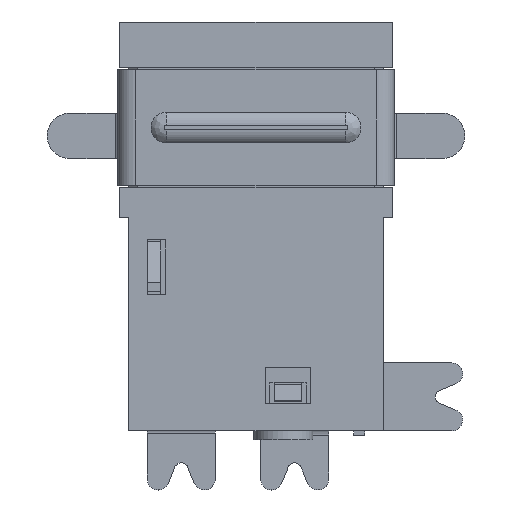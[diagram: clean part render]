
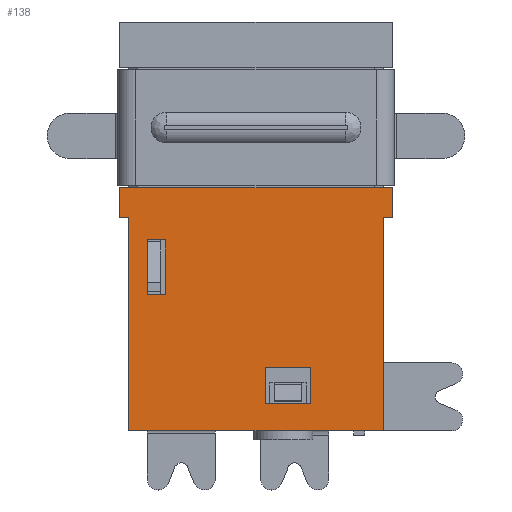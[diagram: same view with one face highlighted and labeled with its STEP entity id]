
A CAD part, top view. The second image highlights one B-rep face of the part: STEP entity #138.
In plain terms, the highlighted free-form (B-spline) face has degree [1, 1] with [2, 2] control points.
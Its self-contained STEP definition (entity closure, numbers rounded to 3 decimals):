
#69 = VECTOR ( 'NONE', #14118, 1000. ) ;
#110 = VECTOR ( 'NONE', #15714, 1000. ) ;
#138 = ADVANCED_FACE ( 'NONE', ( #2515, #15064, #11549 ), #6402, .T. ) ;
#306 = CARTESIAN_POINT ( 'NONE',  ( 0.6, -3.1, 4.7 ) ) ;
#499 = LINE ( 'NONE', #12846, #4090 ) ;
#762 = VECTOR ( 'NONE', #18965, 1000. ) ;
#899 = VERTEX_POINT ( 'NONE', #7383 ) ;
#920 = ORIENTED_EDGE ( 'NONE', *, *, #8161, .F. ) ;
#954 = CARTESIAN_POINT ( 'NONE',  ( 0.6, -3.1, 4.7 ) ) ;
#1121 = DIRECTION ( 'NONE',  ( -1., 0., 0. ) ) ;
#1220 = CARTESIAN_POINT ( 'NONE',  ( -3.6, 0.2, 4.7 ) ) ;
#1493 = ORIENTED_EDGE ( 'NONE', *, *, #1932, .T. ) ;
#1824 = VERTEX_POINT ( 'NONE', #13566 ) ;
#1831 = ORIENTED_EDGE ( 'NONE', *, *, #5242, .T. ) ;
#1932 = EDGE_CURVE ( 'NONE', #3464, #4648, #15870, .T. ) ;
#2304 = ORIENTED_EDGE ( 'NONE', *, *, #17967, .T. ) ;
#2306 = CARTESIAN_POINT ( 'NONE',  ( -3.72, -4.607, 4.7 ) ) ;
#2344 = CARTESIAN_POINT ( 'NONE',  ( -0.4, -3.1, 4.7 ) ) ;
#2416 = ORIENTED_EDGE ( 'NONE', *, *, #6706, .F. ) ;
#2515 = FACE_OUTER_BOUND ( 'NONE', #14672, .T. ) ;
#2586 = VECTOR ( 'NONE', #6699, 1000. ) ;
#2995 = CARTESIAN_POINT ( 'NONE',  ( -0.4, -3.9, 4.7 ) ) ;
#3230 = LINE ( 'NONE', #15877, #762 ) ;
#3235 = VERTEX_POINT ( 'NONE', #11741 ) ;
#3388 = CARTESIAN_POINT ( 'NONE',  ( 2.4, 0.2, 4.7 ) ) ;
#3447 = VECTOR ( 'NONE', #19218, 1000. ) ;
#3464 = VERTEX_POINT ( 'NONE', #14314 ) ;
#4090 = VECTOR ( 'NONE', #11196, 1000. ) ;
#4286 = VECTOR ( 'NONE', #1121, 1000. ) ;
#4483 = VERTEX_POINT ( 'NONE', #13124 ) ;
#4567 = DIRECTION ( 'NONE',  ( 0., -1., 0. ) ) ;
#4648 = VERTEX_POINT ( 'NONE', #14515 ) ;
#4659 = CARTESIAN_POINT ( 'NONE',  ( 2.4, 0.85, 4.7 ) ) ;
#4716 = LINE ( 'NONE', #6064, #110 ) ;
#4842 = LINE ( 'NONE', #11494, #5594 ) ;
#5242 = EDGE_CURVE ( 'NONE', #899, #12491, #17147, .T. ) ;
#5320 = LINE ( 'NONE', #13140, #8450 ) ;
#5594 = VECTOR ( 'NONE', #6682, 1000. ) ;
#5616 = DIRECTION ( 'NONE',  ( -1., 0., 0. ) ) ;
#5671 = VERTEX_POINT ( 'NONE', #6296 ) ;
#5936 = CARTESIAN_POINT ( 'NONE',  ( 0.6, -3.9, 4.7 ) ) ;
#6064 = CARTESIAN_POINT ( 'NONE',  ( -3.6, 0.85, 4.7 ) ) ;
#6296 = CARTESIAN_POINT ( 'NONE',  ( 2.4, 0.85, 4.7 ) ) ;
#6402 = B_SPLINE_SURFACE_WITH_KNOTS ( 'NONE', 1, 1, ( 
 ( #2306, #19578 ),
 ( #7245, #8578 ) ),
 .UNSPECIFIED., .F., .F., .F.,
 ( 2, 2 ),
 ( 2, 2 ),
 ( -3.12, 3.12 ),
 ( -2.782, 2.782 ),
 .UNSPECIFIED. ) ;
#6419 = VECTOR ( 'NONE', #10678, 1000. ) ;
#6585 = DIRECTION ( 'NONE',  ( 0., -1., 0. ) ) ;
#6647 = EDGE_CURVE ( 'NONE', #4648, #11544, #11126, .T. ) ;
#6682 = DIRECTION ( 'NONE',  ( 1., 0., 0. ) ) ;
#6699 = DIRECTION ( 'NONE',  ( 1., 0., 0. ) ) ;
#6706 = EDGE_CURVE ( 'NONE', #5671, #12358, #18747, .T. ) ;
#6990 = ORIENTED_EDGE ( 'NONE', *, *, #19570, .T. ) ;
#7245 = CARTESIAN_POINT ( 'NONE',  ( 2.52, -4.607, 4.7 ) ) ;
#7383 = CARTESIAN_POINT ( 'NONE',  ( -3.6, 0.2, 4.7 ) ) ;
#7517 = ORIENTED_EDGE ( 'NONE', *, *, #8459, .F. ) ;
#7658 = CARTESIAN_POINT ( 'NONE',  ( -3., -0.3, 4.7 ) ) ;
#7734 = CARTESIAN_POINT ( 'NONE',  ( 2.4, 0.2, 4.7 ) ) ;
#8161 = EDGE_CURVE ( 'NONE', #12358, #1824, #17286, .T. ) ;
#8193 = EDGE_CURVE ( 'NONE', #19050, #13022, #14397, .T. ) ;
#8450 = VECTOR ( 'NONE', #17870, 1000. ) ;
#8459 = EDGE_CURVE ( 'NONE', #3235, #5671, #4716, .T. ) ;
#8578 = CARTESIAN_POINT ( 'NONE',  ( 2.52, 0.957, 4.7 ) ) ;
#8698 = CARTESIAN_POINT ( 'NONE',  ( 0.6, -3.9, 4.7 ) ) ;
#9014 = LINE ( 'NONE', #5936, #10267 ) ;
#9259 = VECTOR ( 'NONE', #4567, 1000. ) ;
#9396 = DIRECTION ( 'NONE',  ( 1., 0., 0. ) ) ;
#9647 = CARTESIAN_POINT ( 'NONE',  ( -3., -1.5, 4.7 ) ) ;
#10267 = VECTOR ( 'NONE', #5616, 1000. ) ;
#10678 = DIRECTION ( 'NONE',  ( 1., 0., 0. ) ) ;
#11126 = LINE ( 'NONE', #17401, #9259 ) ;
#11171 = CARTESIAN_POINT ( 'NONE',  ( -2.6, -1.5, 4.7 ) ) ;
#11196 = DIRECTION ( 'NONE',  ( 0., -1., 0. ) ) ;
#11334 = VECTOR ( 'NONE', #19294, 1000. ) ;
#11494 = CARTESIAN_POINT ( 'NONE',  ( -0.4, -3.1, 4.7 ) ) ;
#11544 = VERTEX_POINT ( 'NONE', #11171 ) ;
#11549 = FACE_BOUND ( 'NONE', #13752, .T. ) ;
#11658 = EDGE_CURVE ( 'NONE', #15180, #19682, #11769, .T. ) ;
#11713 = ORIENTED_EDGE ( 'NONE', *, *, #12323, .T. ) ;
#11741 = CARTESIAN_POINT ( 'NONE',  ( -3.6, 0.85, 4.7 ) ) ;
#11769 = LINE ( 'NONE', #16411, #11334 ) ;
#12323 = EDGE_CURVE ( 'NONE', #19682, #19050, #4842, .T. ) ;
#12358 = VERTEX_POINT ( 'NONE', #3388 ) ;
#12491 = VERTEX_POINT ( 'NONE', #12813 ) ;
#12757 = ORIENTED_EDGE ( 'NONE', *, *, #15446, .T. ) ;
#12813 = CARTESIAN_POINT ( 'NONE',  ( -3.4, 0.2, 4.7 ) ) ;
#12846 = CARTESIAN_POINT ( 'NONE',  ( 2.2, 0.2, 4.7 ) ) ;
#13022 = VERTEX_POINT ( 'NONE', #8698 ) ;
#13124 = CARTESIAN_POINT ( 'NONE',  ( 2.2, -4.5, 4.7 ) ) ;
#13140 = CARTESIAN_POINT ( 'NONE',  ( -3.6, 0.85, 4.7 ) ) ;
#13251 = VECTOR ( 'NONE', #6585, 1000. ) ;
#13368 = ORIENTED_EDGE ( 'NONE', *, *, #13881, .T. ) ;
#13566 = CARTESIAN_POINT ( 'NONE',  ( 2.2, 0.2, 4.7 ) ) ;
#13752 = EDGE_LOOP ( 'NONE', ( #17359, #11713, #15941, #12757 ) ) ;
#13881 = EDGE_CURVE ( 'NONE', #11544, #16248, #16845, .T. ) ;
#14118 = DIRECTION ( 'NONE',  ( 0., -1., 0. ) ) ;
#14149 = ORIENTED_EDGE ( 'NONE', *, *, #16825, .T. ) ;
#14314 = CARTESIAN_POINT ( 'NONE',  ( -3., -0.3, 4.7 ) ) ;
#14397 = LINE ( 'NONE', #306, #13251 ) ;
#14472 = ORIENTED_EDGE ( 'NONE', *, *, #18737, .T. ) ;
#14496 = VECTOR ( 'NONE', #9396, 1000. ) ;
#14507 = LINE ( 'NONE', #17599, #2586 ) ;
#14515 = CARTESIAN_POINT ( 'NONE',  ( -2.6, -0.3, 4.7 ) ) ;
#14672 = EDGE_LOOP ( 'NONE', ( #7517, #14149, #1831, #14472, #2304, #17010, #920, #2416 ) ) ;
#14792 = LINE ( 'NONE', #9647, #3447 ) ;
#15064 = FACE_BOUND ( 'NONE', #17501, .T. ) ;
#15180 = VERTEX_POINT ( 'NONE', #2995 ) ;
#15446 = EDGE_CURVE ( 'NONE', #13022, #15180, #9014, .T. ) ;
#15561 = VECTOR ( 'NONE', #15837, 1000. ) ;
#15714 = DIRECTION ( 'NONE',  ( 1., 0., 0. ) ) ;
#15837 = DIRECTION ( 'NONE',  ( -1., 0., 0. ) ) ;
#15870 = LINE ( 'NONE', #7658, #14496 ) ;
#15877 = CARTESIAN_POINT ( 'NONE',  ( -3.4, 0.2, 4.7 ) ) ;
#15941 = ORIENTED_EDGE ( 'NONE', *, *, #8193, .T. ) ;
#16091 = VERTEX_POINT ( 'NONE', #19553 ) ;
#16248 = VERTEX_POINT ( 'NONE', #19524 ) ;
#16411 = CARTESIAN_POINT ( 'NONE',  ( -0.4, -3.9, 4.7 ) ) ;
#16825 = EDGE_CURVE ( 'NONE', #3235, #899, #5320, .T. ) ;
#16845 = LINE ( 'NONE', #18084, #4286 ) ;
#17010 = ORIENTED_EDGE ( 'NONE', *, *, #19601, .F. ) ;
#17147 = LINE ( 'NONE', #1220, #6419 ) ;
#17286 = LINE ( 'NONE', #7734, #15561 ) ;
#17359 = ORIENTED_EDGE ( 'NONE', *, *, #11658, .T. ) ;
#17401 = CARTESIAN_POINT ( 'NONE',  ( -2.6, -0.3, 4.7 ) ) ;
#17403 = ORIENTED_EDGE ( 'NONE', *, *, #6647, .T. ) ;
#17501 = EDGE_LOOP ( 'NONE', ( #13368, #6990, #1493, #17403 ) ) ;
#17599 = CARTESIAN_POINT ( 'NONE',  ( -3.4, -4.5, 4.7 ) ) ;
#17870 = DIRECTION ( 'NONE',  ( 0., -1., 0. ) ) ;
#17967 = EDGE_CURVE ( 'NONE', #16091, #4483, #14507, .T. ) ;
#18084 = CARTESIAN_POINT ( 'NONE',  ( -2.6, -1.5, 4.7 ) ) ;
#18737 = EDGE_CURVE ( 'NONE', #12491, #16091, #3230, .T. ) ;
#18747 = LINE ( 'NONE', #4659, #69 ) ;
#18965 = DIRECTION ( 'NONE',  ( 0., -1., 0. ) ) ;
#19050 = VERTEX_POINT ( 'NONE', #954 ) ;
#19218 = DIRECTION ( 'NONE',  ( 0., 1., 0. ) ) ;
#19294 = DIRECTION ( 'NONE',  ( 0., 1., 0. ) ) ;
#19524 = CARTESIAN_POINT ( 'NONE',  ( -3., -1.5, 4.7 ) ) ;
#19553 = CARTESIAN_POINT ( 'NONE',  ( -3.4, -4.5, 4.7 ) ) ;
#19570 = EDGE_CURVE ( 'NONE', #16248, #3464, #14792, .T. ) ;
#19578 = CARTESIAN_POINT ( 'NONE',  ( -3.72, 0.957, 4.7 ) ) ;
#19601 = EDGE_CURVE ( 'NONE', #1824, #4483, #499, .T. ) ;
#19682 = VERTEX_POINT ( 'NONE', #2344 ) ;
